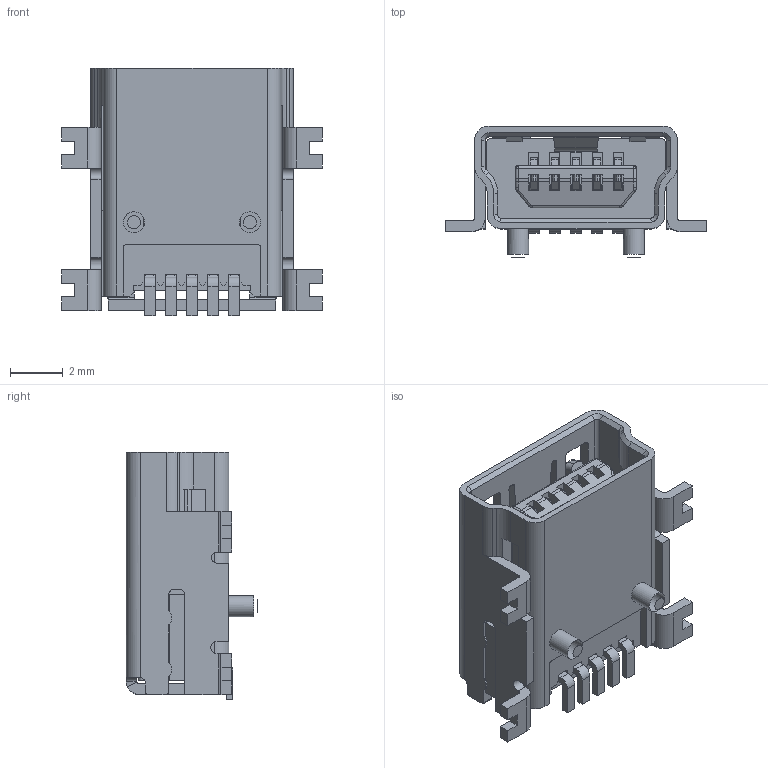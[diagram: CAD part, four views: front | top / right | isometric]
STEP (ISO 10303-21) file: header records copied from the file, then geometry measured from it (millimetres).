
FILE_DESCRIPTION(/* description */ (''),/* implementation_level */ '2;1');
FILE_NAME(/* name */ 'USB_mini_B .step',/* time_stamp */ '2021-02-16T16:03:41+01:00',/* author */ (''),/* organization */ (''),/* preprocessor_version */ 'ST-DEVELOPER v18.1',/* originating_system */ 'Autodesk Translation Framework v9.7.1.1290',/* authorisation */ '');
FILE_SCHEMA (('AUTOMOTIVE_DESIGN { 1 0 10303 214 3 1 1 }'));
Length unit declared in the file: millimetre
Products named in the file (4): (Unsaved); Assembly-1_Asm_2; Assembly-1_Asm_1; 1.2
Assembly tree (3 placements, depth 4):
  (Unsaved)
    Assembly-1_Asm_2
      Assembly-1_Asm_1
        1.2
Bounding box: 9.9 x 5 x 9.4 mm (x, y, z)
Surface area: 700.4 mm2 (no closed solid volume)
Topology: 0 solids, 4 shells, 891 faces, 2566 edges, 1635 vertices
Faces by surface type: plane 602, cylinder 216, bspline 63, cone 8, torus 2
Full cylindrical faces by diameter (mm): 0.8 x2
Entity records: 31467 total; most frequent: CARTESIAN_POINT 7942, ORIENTED_EDGE 5128, DIRECTION 4573, EDGE_CURVE 2565, LINE 2039, VECTOR 2039, VERTEX_POINT 1635, AXIS2_PLACEMENT_3D 1267
